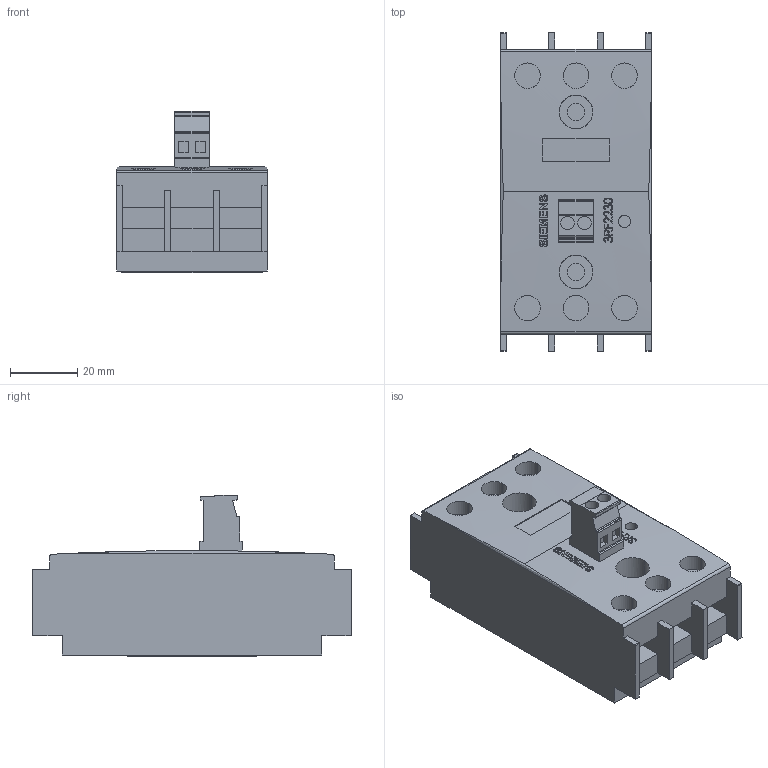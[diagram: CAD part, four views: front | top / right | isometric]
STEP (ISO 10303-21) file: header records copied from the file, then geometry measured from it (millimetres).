
FILE_DESCRIPTION (( 'STEP AP214' ), '1' );
FILE_NAME ('z_5353800_01_000_.STEP', '2006-02-22T09:15:55', ( 'CAT' ), ( 'Siemens AG' ), 'SwSTEP 2.0', 'SolidWorks 2005354', '' );
FILE_SCHEMA (( 'AUTOMOTIVE_DESIGN' ));
Length unit declared in the file: millimetre
Products named in the file (1): z_5353800_01_000_
Bounding box: 44.8 x 94.6 x 47.98 mm (x, y, z)
Volume: 107132 mm3; surface area: 23205.4 mm2
Topology: 1 solids, 1 shells, 391 faces, 1052 edges, 702 vertices
Faces by surface type: plane 240, bspline 84, cylinder 67
Entity records: 22827 total; most frequent: CARTESIAN_POINT 10509, ORIENTED_EDGE 2104, DIRECTION 1614, EDGE_CURVE 1052, VERTEX_POINT 702, VECTOR 664, LINE 664, AXIS2_PLACEMENT_3D 475
